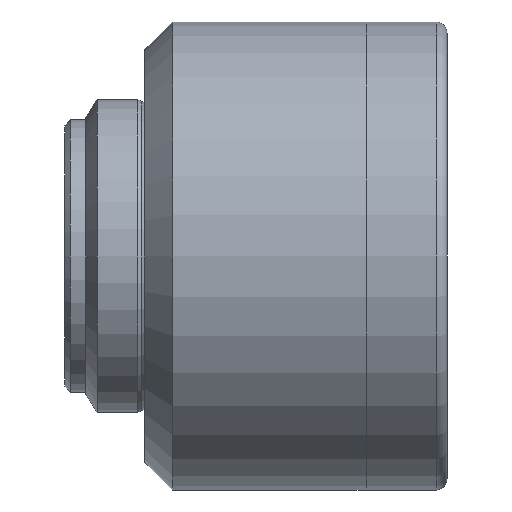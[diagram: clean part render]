
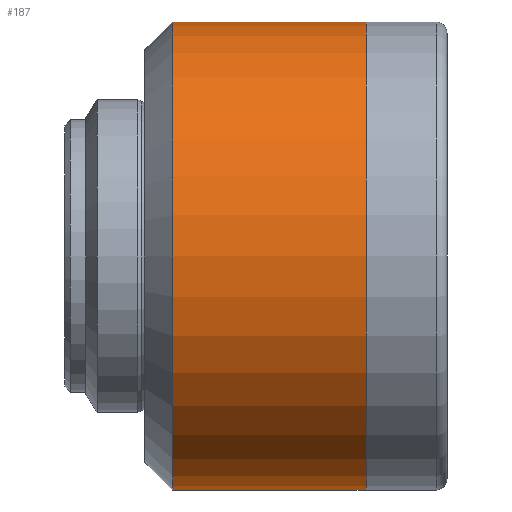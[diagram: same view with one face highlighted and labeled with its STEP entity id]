
A CAD part, front view. The second image highlights one B-rep face of the part: STEP entity #187.
In plain terms, the highlighted cylindrical face has radius 63.5 mm (diameter 127 mm), a partial arc.
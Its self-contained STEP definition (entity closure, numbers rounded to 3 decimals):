
#1 = DIRECTION ( 'NONE',  ( 0., 0., -1. ) ) ;
#14 = ORIENTED_EDGE ( 'NONE', *, *, #1174, .F. ) ;
#94 = LINE ( 'NONE', #1003, #154 ) ;
#141 = CARTESIAN_POINT ( 'NONE',  ( 26.596, 0., 63.5 ) ) ;
#154 = VECTOR ( 'NONE', #1202, 1000. ) ;
#187 = ADVANCED_FACE ( 'NONE', ( #541 ), #257, .T. ) ;
#257 = CYLINDRICAL_SURFACE ( 'NONE', #863, 63.5 ) ;
#269 = CARTESIAN_POINT ( 'NONE',  ( 79.096, 0., 63.5 ) ) ;
#321 = AXIS2_PLACEMENT_3D ( 'NONE', #443, #1211, #735 ) ;
#348 = EDGE_LOOP ( 'NONE', ( #14, #689, #688, #385 ) ) ;
#385 = ORIENTED_EDGE ( 'NONE', *, *, #1101, .F. ) ;
#426 = CARTESIAN_POINT ( 'NONE',  ( 26.596, 0., -63.5 ) ) ;
#434 = AXIS2_PLACEMENT_3D ( 'NONE', #1140, #469, #1044 ) ;
#443 = CARTESIAN_POINT ( 'NONE',  ( 79.096, 0., 0. ) ) ;
#469 = DIRECTION ( 'NONE',  ( 1., 0., 0. ) ) ;
#513 = LINE ( 'NONE', #585, #699 ) ;
#527 = CIRCLE ( 'NONE', #321, 63.5 ) ;
#541 = FACE_OUTER_BOUND ( 'NONE', #348, .T. ) ;
#571 = DIRECTION ( 'NONE',  ( 1., 0., 0. ) ) ;
#585 = CARTESIAN_POINT ( 'NONE',  ( 89.096, 0., 63.5 ) ) ;
#629 = EDGE_CURVE ( 'NONE', #1193, #878, #1033, .T. ) ;
#688 = ORIENTED_EDGE ( 'NONE', *, *, #985, .T. ) ;
#689 = ORIENTED_EDGE ( 'NONE', *, *, #629, .T. ) ;
#699 = VECTOR ( 'NONE', #844, 1000. ) ;
#713 = VERTEX_POINT ( 'NONE', #269 ) ;
#735 = DIRECTION ( 'NONE',  ( 0., 0., -1. ) ) ;
#844 = DIRECTION ( 'NONE',  ( 1., 0., 0. ) ) ;
#863 = AXIS2_PLACEMENT_3D ( 'NONE', #1237, #571, #1 ) ;
#878 = VERTEX_POINT ( 'NONE', #426 ) ;
#976 = CARTESIAN_POINT ( 'NONE',  ( 79.096, 0., -63.5 ) ) ;
#985 = EDGE_CURVE ( 'NONE', #878, #1238, #94, .T. ) ;
#1003 = CARTESIAN_POINT ( 'NONE',  ( 89.096, 0., -63.5 ) ) ;
#1033 = CIRCLE ( 'NONE', #434, 63.5 ) ;
#1044 = DIRECTION ( 'NONE',  ( 0., 0., -1. ) ) ;
#1101 = EDGE_CURVE ( 'NONE', #713, #1238, #527, .T. ) ;
#1140 = CARTESIAN_POINT ( 'NONE',  ( 26.596, 0., 0. ) ) ;
#1174 = EDGE_CURVE ( 'NONE', #1193, #713, #513, .T. ) ;
#1193 = VERTEX_POINT ( 'NONE', #141 ) ;
#1202 = DIRECTION ( 'NONE',  ( 1., 0., 0. ) ) ;
#1211 = DIRECTION ( 'NONE',  ( 1., 0., 0. ) ) ;
#1237 = CARTESIAN_POINT ( 'NONE',  ( 89.096, 0., 0. ) ) ;
#1238 = VERTEX_POINT ( 'NONE', #976 ) ;
